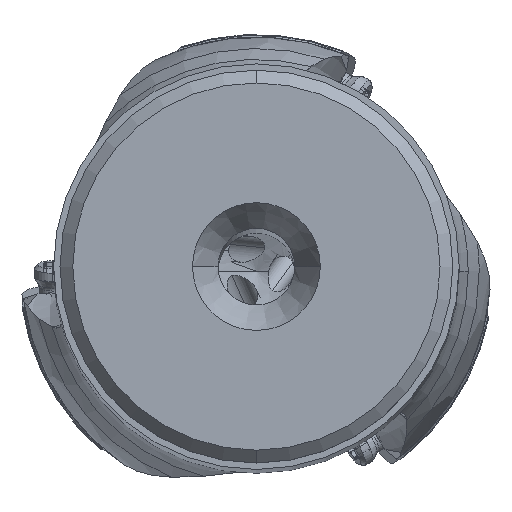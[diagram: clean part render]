
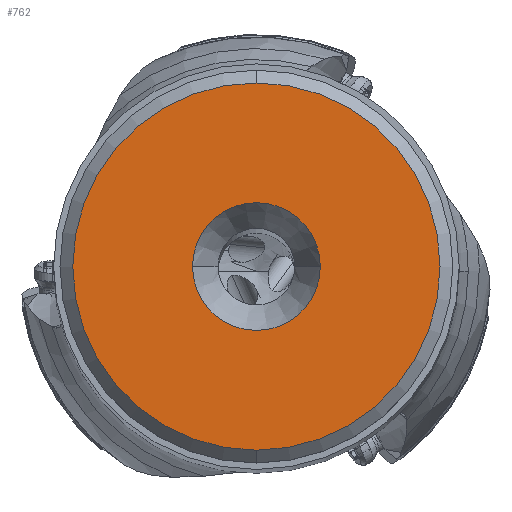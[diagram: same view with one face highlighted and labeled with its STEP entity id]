
A CAD part, top view. The second image highlights one B-rep face of the part: STEP entity #762.
In plain terms, the highlighted planar face has unit normal (0, 0, 1).
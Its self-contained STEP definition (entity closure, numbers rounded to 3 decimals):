
#762=ADVANCED_FACE('',(#986,#987),#951,.T.);
#951=PLANE('',#6526);
#986=FACE_BOUND('',#1180,.T.);
#987=FACE_BOUND('',#1181,.T.);
#1180=EDGE_LOOP('',(#3225,#3226,#3227,#3228));
#1181=EDGE_LOOP('',(#3229,#3230));
#1963=CIRCLE('',#6519,14.375);
#1964=CIRCLE('',#6520,14.375);
#1965=CIRCLE('',#6522,14.375);
#1966=CIRCLE('',#6523,14.375);
#1967=CIRCLE('',#6524,5.);
#1968=CIRCLE('',#6525,5.);
#3225=ORIENTED_EDGE('',*,*,#5235,.F.);
#3226=ORIENTED_EDGE('',*,*,#5236,.F.);
#3227=ORIENTED_EDGE('',*,*,#5234,.F.);
#3228=ORIENTED_EDGE('',*,*,#5233,.F.);
#3229=ORIENTED_EDGE('',*,*,#5237,.F.);
#3230=ORIENTED_EDGE('',*,*,#5238,.F.);
#4419=VERTEX_POINT('',#13958);
#4420=VERTEX_POINT('',#13960);
#4421=VERTEX_POINT('',#13962);
#4422=VERTEX_POINT('',#13966);
#4423=VERTEX_POINT('',#13969);
#4424=VERTEX_POINT('',#13970);
#5233=EDGE_CURVE('',#4420,#4421,#1963,.T.);
#5234=EDGE_CURVE('',#4421,#4419,#1964,.T.);
#5235=EDGE_CURVE('',#4422,#4420,#1965,.T.);
#5236=EDGE_CURVE('',#4419,#4422,#1966,.T.);
#5237=EDGE_CURVE('',#4423,#4424,#1967,.T.);
#5238=EDGE_CURVE('',#4424,#4423,#1968,.T.);
#6519=AXIS2_PLACEMENT_3D('',#13961,#7648,#7649);
#6520=AXIS2_PLACEMENT_3D('',#13963,#7650,#7651);
#6522=AXIS2_PLACEMENT_3D('',#13965,#7654,#7655);
#6523=AXIS2_PLACEMENT_3D('',#13967,#7656,#7657);
#6524=AXIS2_PLACEMENT_3D('',#13968,#7658,#7659);
#6525=AXIS2_PLACEMENT_3D('',#13971,#7660,#7661);
#6526=AXIS2_PLACEMENT_3D('',#13972,#7662,#7663);
#7648=DIRECTION('',(0.,0.,-1.));
#7649=DIRECTION('',(0.,1.,0.));
#7650=DIRECTION('',(0.,0.,-1.));
#7651=DIRECTION('',(1.,0.,0.));
#7654=DIRECTION('',(0.,0.,-1.));
#7655=DIRECTION('',(-1.,0.,0.));
#7656=DIRECTION('',(0.,0.,-1.));
#7657=DIRECTION('',(0.,-1.,0.));
#7658=DIRECTION('',(0.,0.,1.));
#7659=DIRECTION('',(-1.,0.,0.));
#7660=DIRECTION('',(0.,0.,1.));
#7661=DIRECTION('',(1.,0.,0.));
#7662=DIRECTION('',(0.,0.,1.));
#7663=DIRECTION('',(1.,0.,0.));
#13958=CARTESIAN_POINT('',(0.,-14.375,0.));
#13960=CARTESIAN_POINT('',(0.,14.375,0.));
#13961=CARTESIAN_POINT('',(0.,0.,0.));
#13962=CARTESIAN_POINT('',(14.375,0.,0.));
#13963=CARTESIAN_POINT('',(0.,0.,0.));
#13965=CARTESIAN_POINT('',(0.,0.,0.));
#13966=CARTESIAN_POINT('',(-14.375,0.,0.));
#13967=CARTESIAN_POINT('',(0.,0.,0.));
#13968=CARTESIAN_POINT('',(0.,0.,0.));
#13969=CARTESIAN_POINT('',(-5.,0.,0.));
#13970=CARTESIAN_POINT('',(5.,0.,0.));
#13971=CARTESIAN_POINT('',(0.,0.,0.));
#13972=CARTESIAN_POINT('',(0.,0.,0.));
